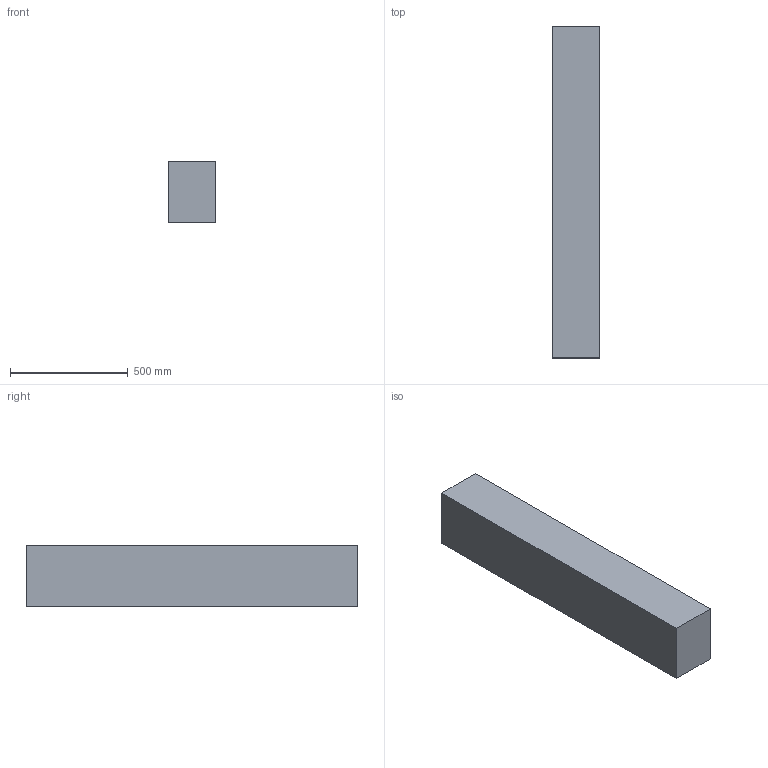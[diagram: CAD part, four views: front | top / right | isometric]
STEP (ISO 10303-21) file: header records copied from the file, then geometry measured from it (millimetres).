
FILE_DESCRIPTION(/* description */ ('STEP AP242','CAx-IF Rec.Pracs.---Representation and Presentation of Product Manufacturing Information (PMI)---4.0---2014-10-13','CAx-IF Rec.Pracs.---3D Tessellated Geometry---0.4---2014-09-14','2;1'),/* implementation_level */ '2;1');
FILE_NAME(/* name */ '68b7886c1f835606fd35ca0e',/* time_stamp */ '2025-09-03T00:14:36Z',/* author */ (''),/* organization */ (''),/* preprocessor_version */ 'ST-DEVELOPER v20',/* originating_system */ 'ONSHAPE BY PTC INC, 1.203',/* authorisation */ ' ');
FILE_SCHEMA (('AP242_MANAGED_MODEL_BASED_3D_ENGINEERING_MIM_LF { 1 0 10303 442 1 1 4 }'));
Length unit declared in the file: metre
Products named in the file (2): Outlet HTF; Outlet Tube
Bounding box: 203.2 x 1408 x 260 mm (x, y, z)
Surface area: 1918596.3 mm2
Topology: 2 solids, 2 shells, 32 faces, 54 edges, 34 vertices
Faces by surface type: plane 16, cylinder 12, torus 4
Full cylindrical faces by diameter (mm): 16 x8, 26 x2, 32 x2
Entity records: 858 total; most frequent: CARTESIAN_POINT 258, DIRECTION 116, ORIENTED_EDGE 76, EDGE_LOOP 58, FACE_BOUND 58, AXIS2_PLACEMENT_3D 52, EDGE_CURVE 38, VERTEX_POINT 34
